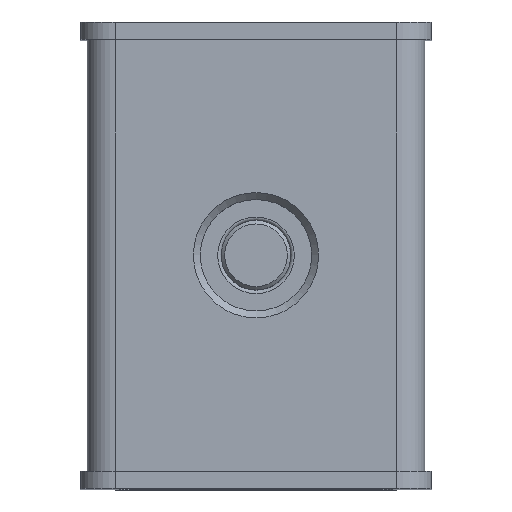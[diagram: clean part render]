
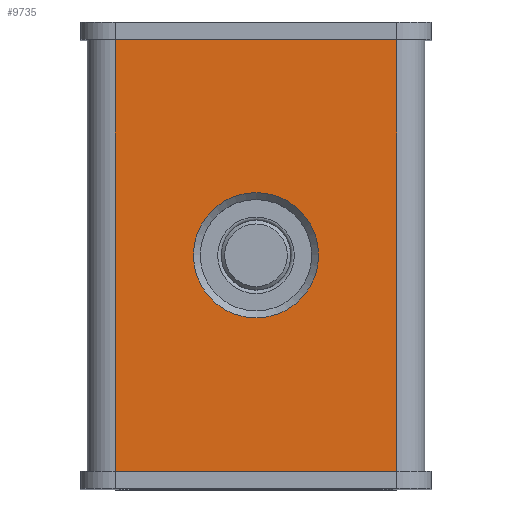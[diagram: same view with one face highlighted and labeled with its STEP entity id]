
A CAD part, top view. The second image highlights one B-rep face of the part: STEP entity #9735.
In plain terms, the highlighted planar face has unit normal (0, 0, 1).
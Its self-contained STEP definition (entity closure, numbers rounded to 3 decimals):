
#191=FACE_BOUND('',#1697,.T.);
#627=PLANE('',#10718);
#1078=FACE_OUTER_BOUND('',#1696,.T.);
#1696=EDGE_LOOP('',(#8454,#8455,#8456,#8457));
#1697=EDGE_LOOP('',(#8458));
#2535=LINE('',#16024,#3452);
#2536=LINE('',#16026,#3453);
#2537=LINE('',#16028,#3454);
#2538=LINE('',#16029,#3455);
#3452=VECTOR('',#13106,10.);
#3453=VECTOR('',#13107,10.);
#3454=VECTOR('',#13108,10.);
#3455=VECTOR('',#13109,10.);
#4077=CIRCLE('',#10716,18.);
#4863=VERTEX_POINT('',#16016);
#4865=VERTEX_POINT('',#16022);
#4866=VERTEX_POINT('',#16023);
#4867=VERTEX_POINT('',#16025);
#4868=VERTEX_POINT('',#16027);
#6109=EDGE_CURVE('',#4863,#4863,#4077,.T.);
#6112=EDGE_CURVE('',#4865,#4866,#2535,.T.);
#6113=EDGE_CURVE('',#4865,#4867,#2536,.T.);
#6114=EDGE_CURVE('',#4868,#4867,#2537,.T.);
#6115=EDGE_CURVE('',#4866,#4868,#2538,.T.);
#8454=ORIENTED_EDGE('',*,*,#6112,.F.);
#8455=ORIENTED_EDGE('',*,*,#6113,.T.);
#8456=ORIENTED_EDGE('',*,*,#6114,.F.);
#8457=ORIENTED_EDGE('',*,*,#6115,.F.);
#8458=ORIENTED_EDGE('',*,*,#6109,.F.);
#9735=ADVANCED_FACE('',(#1078,#191),#627,.T.);
#10716=AXIS2_PLACEMENT_3D('',#16017,#13099,#13100);
#10718=AXIS2_PLACEMENT_3D('',#16021,#13104,#13105);
#13099=DIRECTION('center_axis',(0.,0.,1.));
#13100=DIRECTION('ref_axis',(0.,1.,0.));
#13104=DIRECTION('center_axis',(0.,0.,1.));
#13105=DIRECTION('ref_axis',(-1.,0.,0.));
#13106=DIRECTION('',(1.,0.,0.));
#13107=DIRECTION('',(0.,-1.,0.));
#13108=DIRECTION('',(-1.,0.,0.));
#13109=DIRECTION('',(0.,-1.,0.));
#16016=CARTESIAN_POINT('',(0.,-18.,30.));
#16017=CARTESIAN_POINT('Origin',(0.,0.,30.));
#16021=CARTESIAN_POINT('Origin',(40.5,64.5,30.));
#16022=CARTESIAN_POINT('',(-40.5,63.9,30.));
#16023=CARTESIAN_POINT('',(40.5,63.9,30.));
#16024=CARTESIAN_POINT('',(20.25,63.9,30.));
#16025=CARTESIAN_POINT('',(-40.5,-63.9,30.));
#16026=CARTESIAN_POINT('',(-40.5,64.5,30.));
#16027=CARTESIAN_POINT('',(40.5,-63.9,30.));
#16028=CARTESIAN_POINT('',(20.25,-63.9,30.));
#16029=CARTESIAN_POINT('',(40.5,64.5,30.));
